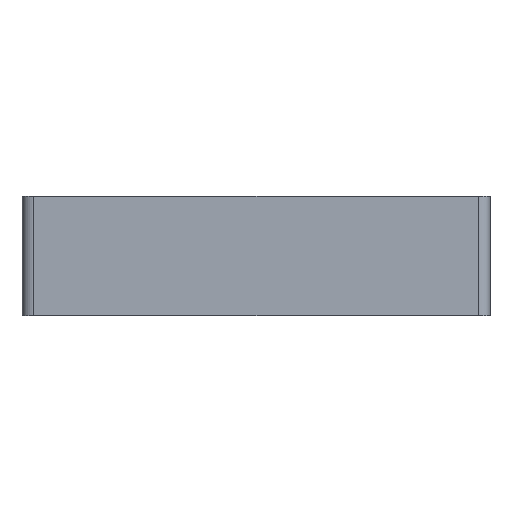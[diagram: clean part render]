
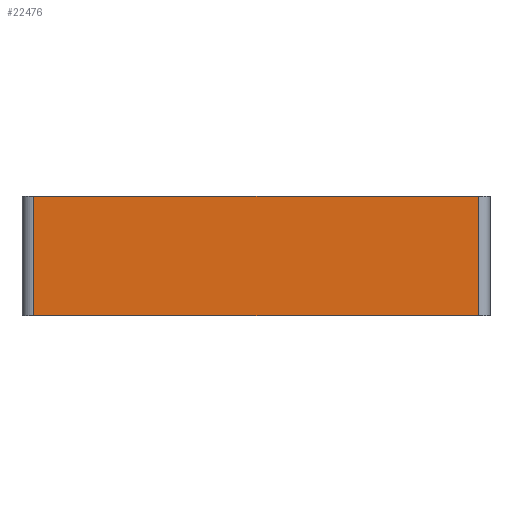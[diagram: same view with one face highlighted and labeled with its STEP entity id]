
A CAD part, left-side view. The second image highlights one B-rep face of the part: STEP entity #22476.
In plain terms, the highlighted planar face has unit normal (-1, 0, 0).
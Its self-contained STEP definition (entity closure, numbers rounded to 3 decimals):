
#17400 = PLANE('',#17401);
#17401 = AXIS2_PLACEMENT_3D('',#17402,#17403,#17404);
#17402 = CARTESIAN_POINT('',(0.,0.,-50.));
#17403 = DIRECTION('',(0.,0.,-1.));
#17404 = DIRECTION('',(-1.,0.,0.));
#17456 = PLANE('',#17457);
#17457 = AXIS2_PLACEMENT_3D('',#17458,#17459,#17460);
#17458 = CARTESIAN_POINT('',(0.,0.,0.));
#17459 = DIRECTION('',(0.,0.,1.));
#17460 = DIRECTION('',(1.,0.,0.));
#19548 = CYLINDRICAL_SURFACE('',#19549,5.);
#19549 = AXIS2_PLACEMENT_3D('',#19550,#19551,#19552);
#19550 = CARTESIAN_POINT('',(-93.,93.,-50.));
#19551 = DIRECTION('',(0.,0.,1.));
#19552 = DIRECTION('',(0.,1.,0.));
#19867 = VERTEX_POINT('',#19868);
#19868 = CARTESIAN_POINT('',(-98.,-93.,-50.));
#19883 = CYLINDRICAL_SURFACE('',#19884,5.);
#19884 = AXIS2_PLACEMENT_3D('',#19885,#19886,#19887);
#19885 = CARTESIAN_POINT('',(-93.,-93.,-50.));
#19886 = DIRECTION('',(0.,0.,1.));
#19887 = DIRECTION('',(-0.,-1.,-0.));
#19895 = EDGE_CURVE('',#19896,#19867,#19898,.T.);
#19896 = VERTEX_POINT('',#19897);
#19897 = CARTESIAN_POINT('',(-98.,93.,-50.));
#19898 = SURFACE_CURVE('',#19899,(#19903,#19910),.PCURVE_S1.);
#19899 = LINE('',#19900,#19901);
#19900 = CARTESIAN_POINT('',(-98.,-90.,-50.));
#19901 = VECTOR('',#19902,1.);
#19902 = DIRECTION('',(-0.,-1.,-0.));
#19903 = PCURVE('',#17400,#19904);
#19904 = DEFINITIONAL_REPRESENTATION('',(#19905),#19909);
#19905 = LINE('',#19906,#19907);
#19906 = CARTESIAN_POINT('',(98.,-90.));
#19907 = VECTOR('',#19908,1.);
#19908 = DIRECTION('',(0.,-1.));
#19909 = ( GEOMETRIC_REPRESENTATION_CONTEXT(2) 
PARAMETRIC_REPRESENTATION_CONTEXT() REPRESENTATION_CONTEXT('2D SPACE',''
  ) );
#19910 = PCURVE('',#19911,#19916);
#19911 = PLANE('',#19912);
#19912 = AXIS2_PLACEMENT_3D('',#19913,#19914,#19915);
#19913 = CARTESIAN_POINT('',(-98.,0.,-25.));
#19914 = DIRECTION('',(-1.,-0.,-0.));
#19915 = DIRECTION('',(0.,0.,-1.));
#19916 = DEFINITIONAL_REPRESENTATION('',(#19917),#19921);
#19917 = LINE('',#19918,#19919);
#19918 = CARTESIAN_POINT('',(25.,90.));
#19919 = VECTOR('',#19920,1.);
#19920 = DIRECTION('',(0.,1.));
#19921 = ( GEOMETRIC_REPRESENTATION_CONTEXT(2) 
PARAMETRIC_REPRESENTATION_CONTEXT() REPRESENTATION_CONTEXT('2D SPACE',''
  ) );
#20392 = VERTEX_POINT('',#20393);
#20393 = CARTESIAN_POINT('',(-98.,93.,0.));
#20415 = EDGE_CURVE('',#20416,#20392,#20418,.T.);
#20416 = VERTEX_POINT('',#20417);
#20417 = CARTESIAN_POINT('',(-98.,-93.,0.));
#20418 = SURFACE_CURVE('',#20419,(#20423,#20430),.PCURVE_S1.);
#20419 = LINE('',#20420,#20421);
#20420 = CARTESIAN_POINT('',(-98.,0.,0.));
#20421 = VECTOR('',#20422,1.);
#20422 = DIRECTION('',(0.,1.,0.));
#20423 = PCURVE('',#17456,#20424);
#20424 = DEFINITIONAL_REPRESENTATION('',(#20425),#20429);
#20425 = LINE('',#20426,#20427);
#20426 = CARTESIAN_POINT('',(-98.,0.));
#20427 = VECTOR('',#20428,1.);
#20428 = DIRECTION('',(0.,1.));
#20429 = ( GEOMETRIC_REPRESENTATION_CONTEXT(2) 
PARAMETRIC_REPRESENTATION_CONTEXT() REPRESENTATION_CONTEXT('2D SPACE',''
  ) );
#20430 = PCURVE('',#19911,#20431);
#20431 = DEFINITIONAL_REPRESENTATION('',(#20432),#20436);
#20432 = LINE('',#20433,#20434);
#20433 = CARTESIAN_POINT('',(-25.,0.));
#20434 = VECTOR('',#20435,1.);
#20435 = DIRECTION('',(0.,-1.));
#20436 = ( GEOMETRIC_REPRESENTATION_CONTEXT(2) 
PARAMETRIC_REPRESENTATION_CONTEXT() REPRESENTATION_CONTEXT('2D SPACE',''
  ) );
#22064 = EDGE_CURVE('',#19896,#20392,#22065,.T.);
#22065 = SURFACE_CURVE('',#22066,(#22070,#22077),.PCURVE_S1.);
#22066 = LINE('',#22067,#22068);
#22067 = CARTESIAN_POINT('',(-98.,93.,-50.));
#22068 = VECTOR('',#22069,1.);
#22069 = DIRECTION('',(0.,0.,1.));
#22070 = PCURVE('',#19548,#22071);
#22071 = DEFINITIONAL_REPRESENTATION('',(#22072),#22076);
#22072 = LINE('',#22073,#22074);
#22073 = CARTESIAN_POINT('',(1.571,0.));
#22074 = VECTOR('',#22075,1.);
#22075 = DIRECTION('',(0.,1.));
#22076 = ( GEOMETRIC_REPRESENTATION_CONTEXT(2) 
PARAMETRIC_REPRESENTATION_CONTEXT() REPRESENTATION_CONTEXT('2D SPACE',''
  ) );
#22077 = PCURVE('',#19911,#22078);
#22078 = DEFINITIONAL_REPRESENTATION('',(#22079),#22083);
#22079 = LINE('',#22080,#22081);
#22080 = CARTESIAN_POINT('',(25.,-93.));
#22081 = VECTOR('',#22082,1.);
#22082 = DIRECTION('',(-1.,0.));
#22083 = ( GEOMETRIC_REPRESENTATION_CONTEXT(2) 
PARAMETRIC_REPRESENTATION_CONTEXT() REPRESENTATION_CONTEXT('2D SPACE',''
  ) );
#22454 = EDGE_CURVE('',#19867,#20416,#22455,.T.);
#22455 = SURFACE_CURVE('',#22456,(#22460,#22467),.PCURVE_S1.);
#22456 = LINE('',#22457,#22458);
#22457 = CARTESIAN_POINT('',(-98.,-93.,-50.));
#22458 = VECTOR('',#22459,1.);
#22459 = DIRECTION('',(0.,0.,1.));
#22460 = PCURVE('',#19883,#22461);
#22461 = DEFINITIONAL_REPRESENTATION('',(#22462),#22466);
#22462 = LINE('',#22463,#22464);
#22463 = CARTESIAN_POINT('',(-1.571,0.));
#22464 = VECTOR('',#22465,1.);
#22465 = DIRECTION('',(-0.,1.));
#22466 = ( GEOMETRIC_REPRESENTATION_CONTEXT(2) 
PARAMETRIC_REPRESENTATION_CONTEXT() REPRESENTATION_CONTEXT('2D SPACE',''
  ) );
#22467 = PCURVE('',#19911,#22468);
#22468 = DEFINITIONAL_REPRESENTATION('',(#22469),#22473);
#22469 = LINE('',#22470,#22471);
#22470 = CARTESIAN_POINT('',(25.,93.));
#22471 = VECTOR('',#22472,1.);
#22472 = DIRECTION('',(-1.,0.));
#22473 = ( GEOMETRIC_REPRESENTATION_CONTEXT(2) 
PARAMETRIC_REPRESENTATION_CONTEXT() REPRESENTATION_CONTEXT('2D SPACE',''
  ) );
#22476 = ADVANCED_FACE('',(#22477),#19911,.T.);
#22477 = FACE_BOUND('',#22478,.T.);
#22478 = EDGE_LOOP('',(#22479,#22480,#22481,#22482));
#22479 = ORIENTED_EDGE('',*,*,#20415,.T.);
#22480 = ORIENTED_EDGE('',*,*,#22064,.F.);
#22481 = ORIENTED_EDGE('',*,*,#19895,.T.);
#22482 = ORIENTED_EDGE('',*,*,#22454,.T.);
